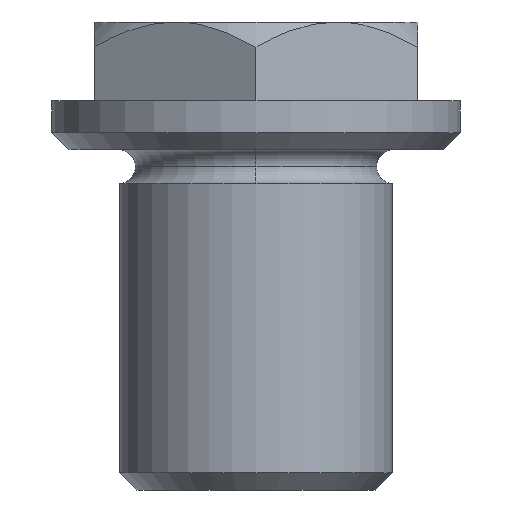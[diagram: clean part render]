
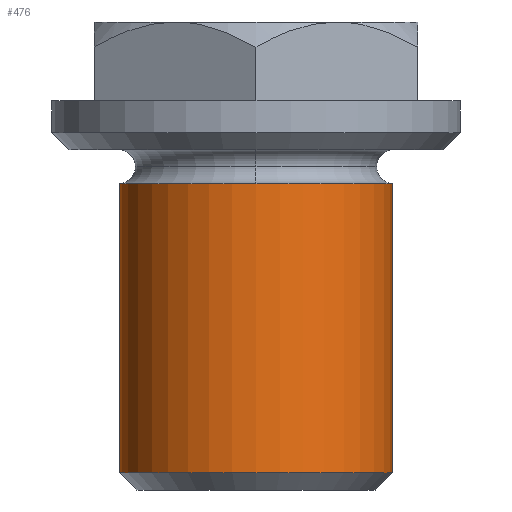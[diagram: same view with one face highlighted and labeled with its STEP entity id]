
A CAD part, left-side view. The second image highlights one B-rep face of the part: STEP entity #476.
In plain terms, the highlighted cylindrical face has radius 8 mm (diameter 16 mm), a partial arc.
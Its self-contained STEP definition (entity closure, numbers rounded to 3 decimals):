
#194=EDGE_CURVE('',#346,#264,#551,.T.);
#230=VERTEX_POINT('',#592);
#264=VERTEX_POINT('',#628);
#286=VERTEX_POINT('',#650);
#292=VERTEX_POINT('',#658);
#342=EDGE_CURVE('',#286,#230,#714,.T.);
#346=VERTEX_POINT('',#718);
#384=EDGE_CURVE('',#292,#264,#761,.T.);
#396=EDGE_CURVE('',#286,#292,#775,.T.);
#476=ADVANCED_FACE('',(#867),#868,.T.);
#498=EDGE_CURVE('',#230,#346,#891,.T.);
#551=LINE('',#941,#942);
#592=CARTESIAN_POINT('',(0.,-8.0,-19.0));
#628=CARTESIAN_POINT('',(0.,8.0,-2.0));
#650=CARTESIAN_POINT('',(0.,-8.0,-2.0));
#658=CARTESIAN_POINT('',(-8.0,0.,-2.0));
#714=LINE('',#1222,#1223);
#718=CARTESIAN_POINT('',(0.,8.0,-19.0));
#761=CIRCLE('',#1294,8.0);
#775=CIRCLE('',#1310,8.0);
#867=FACE_OUTER_BOUND('',#1459,.T.);
#868=CYLINDRICAL_SURFACE('',#1460,8.0);
#891=CIRCLE('',#1492,8.0);
#941=CARTESIAN_POINT('',(0.,8.0,-10.5));
#942=VECTOR('',#1543,1.0);
#1222=CARTESIAN_POINT('',(0.,-8.0,-10.5));
#1223=VECTOR('',#1716,1.0);
#1294=AXIS2_PLACEMENT_3D('',#1772,#1773,#1774);
#1310=AXIS2_PLACEMENT_3D('',#1794,#1795,#1796);
#1459=EDGE_LOOP('',(#1911,#1912,#1913,#1914,#1915));
#1460=AXIS2_PLACEMENT_3D('',#1916,#1917,#1918);
#1492=AXIS2_PLACEMENT_3D('',#1945,#1946,#1947);
#1543=DIRECTION('',(0.,0.,1.0));
#1716=DIRECTION('',(0.,0.,-1.0));
#1772=CARTESIAN_POINT('',(0.,0.,-2.0));
#1773=DIRECTION('',(0.,0.,-1.0));
#1774=DIRECTION('',(0.,-1.0,0.0));
#1794=CARTESIAN_POINT('',(0.,0.,-2.0));
#1795=DIRECTION('',(0.,0.,-1.0));
#1796=DIRECTION('',(0.,-1.0,0.0));
#1911=ORIENTED_EDGE('',*,*,#342,.F.);
#1912=ORIENTED_EDGE('',*,*,#396,.T.);
#1913=ORIENTED_EDGE('',*,*,#384,.T.);
#1914=ORIENTED_EDGE('',*,*,#194,.F.);
#1915=ORIENTED_EDGE('',*,*,#498,.F.);
#1916=CARTESIAN_POINT('',(0.,0.,-10.5));
#1917=DIRECTION('',(0.,0.,1.0));
#1918=DIRECTION('',(0.,-1.0,0.0));
#1945=CARTESIAN_POINT('',(0.,0.,-19.0));
#1946=DIRECTION('',(0.,0.,-1.0));
#1947=DIRECTION('',(0.,-1.0,0.0));
